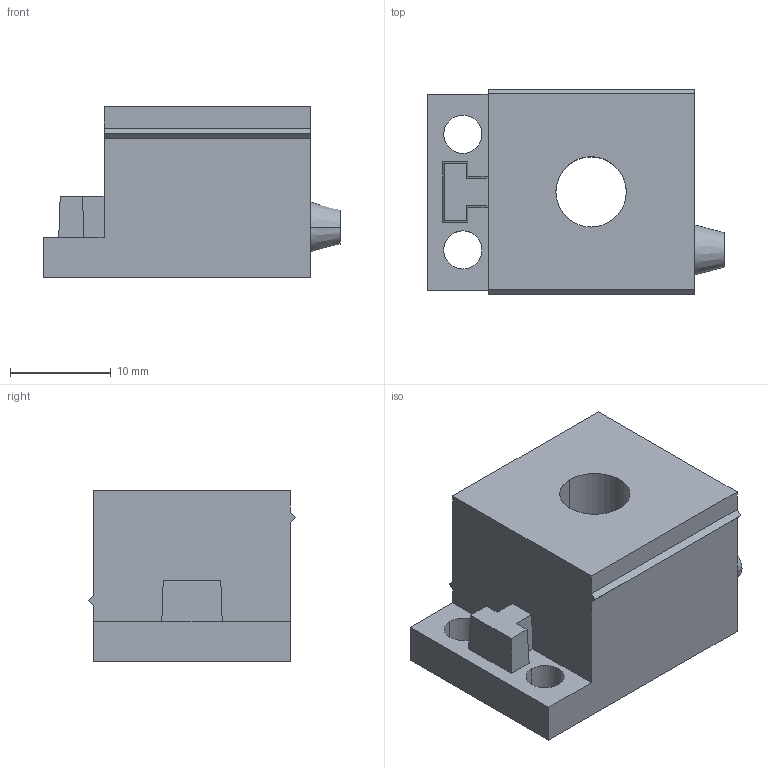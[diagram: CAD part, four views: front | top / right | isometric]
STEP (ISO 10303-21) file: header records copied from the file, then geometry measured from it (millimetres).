
FILE_DESCRIPTION(('Creo Elements/Direct Modeling STEP Export'),'2;1');
FILE_NAME('model.stp','2021-04-01T11:15:13',(''),(''),'Creo Elements/Direct Modeling STEP processor for AP214 (Solid Model)','Creo Elements/Direct Modeling 20.1D 10-Oct-2020 (C) Parametric Technology GmbH','');
FILE_SCHEMA(('AUTOMOTIVE_DESIGN { 1 0 10303 214 1 1 1 1 }'));
Length unit declared in the file: millimetre
Products named in the file (2): CES_SRG_BK_7-select
Assembly tree (1 placements, depth 2):
  CES_SRG_BK_7-select
    CES_SRG_BK_7-select
Bounding box: 29.5 x 20.5 x 17 mm (x, y, z)
Volume: 6610.2 mm3; surface area: 2925.6 mm2
Topology: 1 solids, 1 shells, 34 faces, 90 edges, 60 vertices
Faces by surface type: plane 24, cylinder 6, cone 4
Entity records: 1333 total; most frequent: ORIENTED_EDGE 180, CARTESIAN_POINT 176, DIRECTION 162, EDGE_CURVE 90, VECTOR 70, LINE 70, VERTEX_POINT 60, AXIS2_PLACEMENT_3D 46
